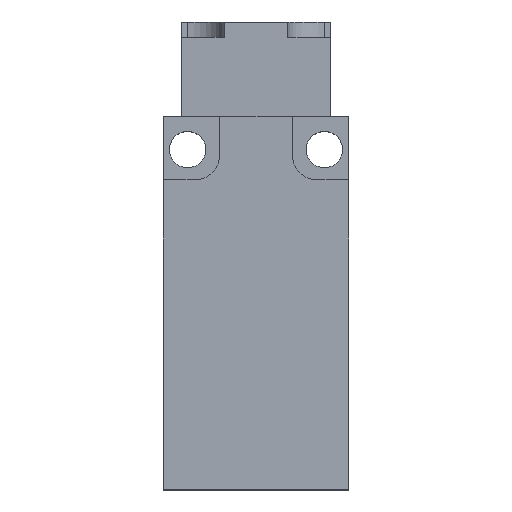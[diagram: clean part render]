
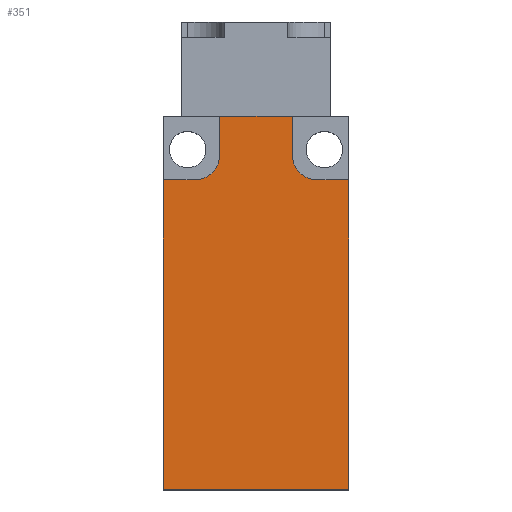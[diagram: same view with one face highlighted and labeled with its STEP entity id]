
A CAD part, top view. The second image highlights one B-rep face of the part: STEP entity #351.
In plain terms, the highlighted planar face has unit normal (0, 0, 1).
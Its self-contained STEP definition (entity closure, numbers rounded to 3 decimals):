
#17=CARTESIAN_POINT('',(15.25,-69.25,33.));
#18=VERTEX_POINT('',#17);
#25=CARTESIAN_POINT('',(-15.25,-69.25,33.));
#26=VERTEX_POINT('',#25);
#27=CARTESIAN_POINT('',(-15.25,-69.25,33.));
#28=DIRECTION('',(1.0,0.0,0.0));
#29=VECTOR('',#28,30.5);
#30=LINE('',#27,#29);
#31=EDGE_CURVE('',#26,#18,#30,.T.);
#55=CARTESIAN_POINT('',(15.25,-18.25,33.));
#56=VERTEX_POINT('',#55);
#63=CARTESIAN_POINT('',(15.25,-69.25,33.));
#64=DIRECTION('',(0.0,1.0,0.0));
#65=VECTOR('',#64,51.);
#66=LINE('',#63,#65);
#67=EDGE_CURVE('',#18,#56,#66,.T.);
#86=CARTESIAN_POINT('',(10.,-18.25,33.));
#87=VERTEX_POINT('',#86);
#94=CARTESIAN_POINT('',(15.25,-18.25,33.));
#95=DIRECTION('',(-1.0,0.0,0.0));
#96=VECTOR('',#95,5.25);
#97=LINE('',#94,#96);
#98=EDGE_CURVE('',#56,#87,#97,.T.);
#118=CARTESIAN_POINT('',(6.,-14.25,33.));
#119=VERTEX_POINT('',#118);
#126=CARTESIAN_POINT('',(10.,-14.25,33.));
#127=DIRECTION('',(0.0,0.0,-1.0));
#128=DIRECTION('',(1.0,0.0,0.0));
#129=AXIS2_PLACEMENT_3D('',#126,#127,#128);
#130=CIRCLE('',#129,4.);
#131=EDGE_CURVE('',#87,#119,#130,.T.);
#150=CARTESIAN_POINT('',(6.,-7.75,33.));
#151=VERTEX_POINT('',#150);
#158=CARTESIAN_POINT('',(6.,-14.25,33.));
#159=DIRECTION('',(0.0,1.0,0.0));
#160=VECTOR('',#159,6.5);
#161=LINE('',#158,#160);
#162=EDGE_CURVE('',#119,#151,#161,.T.);
#181=CARTESIAN_POINT('',(-6.,-7.75,33.));
#182=VERTEX_POINT('',#181);
#189=CARTESIAN_POINT('',(6.,-7.75,33.));
#190=DIRECTION('',(-1.0,0.0,0.0));
#191=VECTOR('',#190,12.);
#192=LINE('',#189,#191);
#193=EDGE_CURVE('',#151,#182,#192,.T.);
#212=CARTESIAN_POINT('',(-6.,-14.25,33.));
#213=VERTEX_POINT('',#212);
#220=CARTESIAN_POINT('',(-6.,-7.75,33.));
#221=DIRECTION('',(0.0,-1.0,0.0));
#222=VECTOR('',#221,6.5);
#223=LINE('',#220,#222);
#224=EDGE_CURVE('',#182,#213,#223,.T.);
#244=CARTESIAN_POINT('',(-10.,-18.25,33.));
#245=VERTEX_POINT('',#244);
#252=CARTESIAN_POINT('',(-10.,-14.25,33.));
#253=DIRECTION('',(0.0,0.0,-1.0));
#254=DIRECTION('',(1.0,0.0,0.0));
#255=AXIS2_PLACEMENT_3D('',#252,#253,#254);
#256=CIRCLE('',#255,4.);
#257=EDGE_CURVE('',#213,#245,#256,.T.);
#276=CARTESIAN_POINT('',(-15.25,-18.25,33.));
#277=VERTEX_POINT('',#276);
#284=CARTESIAN_POINT('',(-10.,-18.25,33.));
#285=DIRECTION('',(-1.0,0.0,0.0));
#286=VECTOR('',#285,5.25);
#287=LINE('',#284,#286);
#288=EDGE_CURVE('',#245,#277,#287,.T.);
#306=CARTESIAN_POINT('',(-15.25,-18.25,33.));
#307=DIRECTION('',(0.0,-1.0,0.0));
#308=VECTOR('',#307,51.);
#309=LINE('',#306,#308);
#310=EDGE_CURVE('',#277,#26,#309,.T.);
#334=CARTESIAN_POINT('',(-18.3,-75.4,33.));
#335=DIRECTION('',(0.0,0.0,1.0));
#336=DIRECTION('',(1.0,0.0,0.0));
#337=AXIS2_PLACEMENT_3D('',#334,#335,#336);
#338=PLANE('',#337);
#339=ORIENTED_EDGE('',*,*,#31,.T.);
#340=ORIENTED_EDGE('',*,*,#67,.T.);
#341=ORIENTED_EDGE('',*,*,#98,.T.);
#342=ORIENTED_EDGE('',*,*,#131,.T.);
#343=ORIENTED_EDGE('',*,*,#162,.T.);
#344=ORIENTED_EDGE('',*,*,#193,.T.);
#345=ORIENTED_EDGE('',*,*,#224,.T.);
#346=ORIENTED_EDGE('',*,*,#257,.T.);
#347=ORIENTED_EDGE('',*,*,#288,.T.);
#348=ORIENTED_EDGE('',*,*,#310,.T.);
#349=EDGE_LOOP('',(#339,#340,#341,#342,#343,#344,#345,#346,#347,#348));
#350=FACE_OUTER_BOUND('',#349,.T.);
#351=ADVANCED_FACE('',(#350),#338,.T.);
